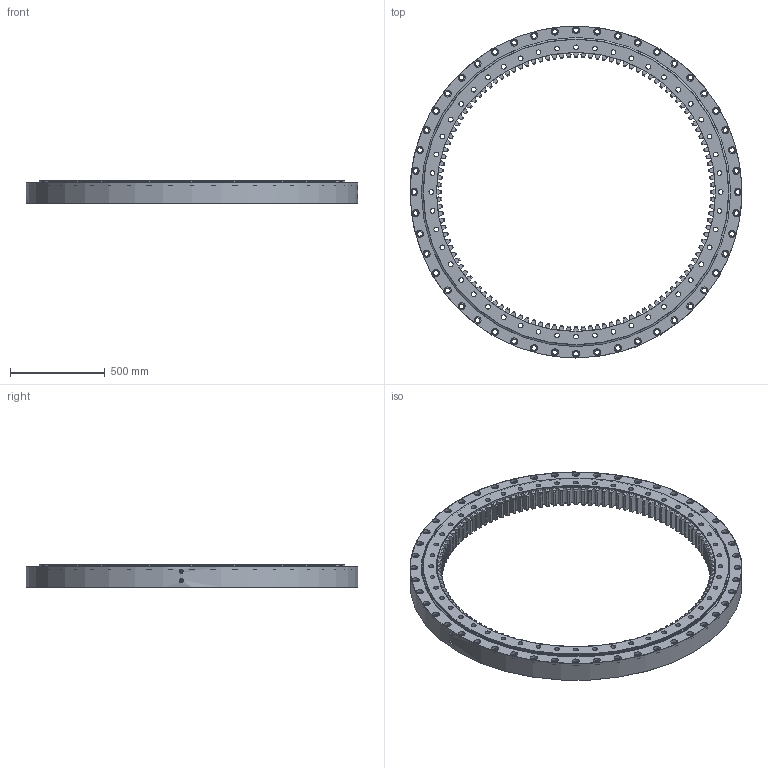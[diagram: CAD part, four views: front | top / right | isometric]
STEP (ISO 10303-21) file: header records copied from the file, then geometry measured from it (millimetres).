
FILE_DESCRIPTION (( 'STEP AP214' ), '1' );
FILE_NAME ('I.1750.2.30.20.D.6.STEP', '2019-01-02T07:37:51', ( '' ), ( '' ), 'SwSTEP 2.0', 'SolidWorks 2016', '' );
FILE_SCHEMA (( 'AUTOMOTIVE_DESIGN' ));
Length unit declared in the file: millimetre
Products named in the file (7): I.1750.2.30.20.D.6 - OR; I.1750.2.30.20.D.6 - IR Seal; I.1750.2.30.20.D.6; I.1750.2.30.20.D.6 - OR Seal; Grease nipple M10x1mm; Ball D30; I.1750.2.30.20.D.6 - IR
Assembly tree (248 placements, depth 2):
  I.1750.2.30.20.D.6
    I.1750.2.30.20.D.6 - IR
    I.1750.2.30.20.D.6 - OR
    Ball D30  x240
    I.1750.2.30.20.D.6 - IR Seal
    I.1750.2.30.20.D.6 - OR Seal
    Grease nipple M10x1mm  x4
Bounding box: 1750 x 1750 x 120 mm (x, y, z)
Volume: 78299571.8 mm3; surface area: 6392016.5 mm2
Topology: 248 solids, 248 shells, 1439 faces, 3716 edges, 2403 vertices
Faces by surface type: plane 394, cylinder 346, cone 315, sphere 240, bspline 120, torus 24
Full cylindrical faces by diameter (mm): 3 x4, 5 x4, 9 x4, 10 x4, 22 x4, 25 x96, 37 x96, 1470 x1, 1598 x2, 1612 x4, 1617 x4, 1630 x1, 1631 x1, 1750 x1
Entity records: 68874 total; most frequent: CARTESIAN_POINT 42588, DIRECTION 5154, ORIENTED_EDGE 4908, AXIS2_PLACEMENT_3D 2454, EDGE_CURVE 2454, VERTEX_POINT 1708, EDGE_LOOP 1690, FACE_OUTER_BOUND 1352
